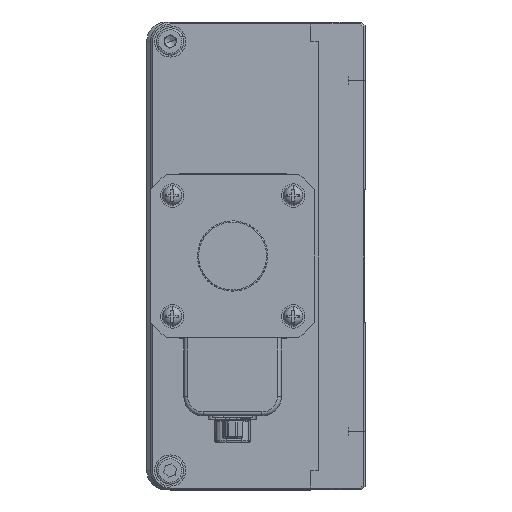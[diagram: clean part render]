
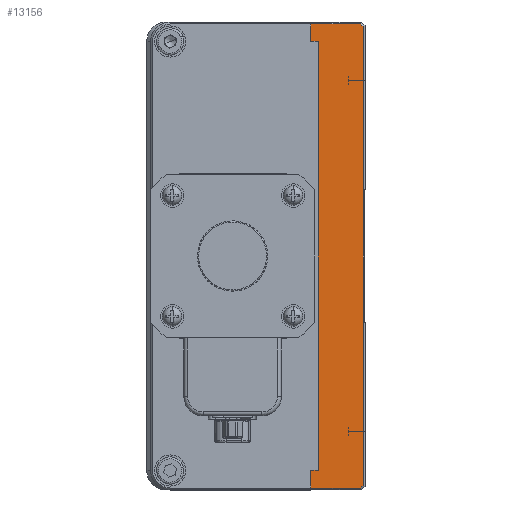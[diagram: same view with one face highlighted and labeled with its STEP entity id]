
A CAD part, left-side view. The second image highlights one B-rep face of the part: STEP entity #13156.
In plain terms, the highlighted planar face has unit normal (-1, 0, 0).
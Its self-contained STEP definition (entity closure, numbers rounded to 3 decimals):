
#124 = ORIENTED_EDGE ( 'NONE', *, *, #13243, .T. ) ;
#1607 = VERTEX_POINT ( 'NONE', #47620 ) ;
#1915 = VERTEX_POINT ( 'NONE', #48332 ) ;
#3069 = CARTESIAN_POINT ( 'NONE',  ( -325.354, 0., 202.668 ) ) ;
#4641 = VECTOR ( 'NONE', #30326, 1000. ) ;
#5224 = CARTESIAN_POINT ( 'NONE',  ( -325.354, 0., 83.168 ) ) ;
#5318 = LINE ( 'NONE', #43286, #4641 ) ;
#5515 = EDGE_CURVE ( 'NONE', #27591, #1915, #33225, .T. ) ;
#5961 = VERTEX_POINT ( 'NONE', #53761 ) ;
#7304 = LINE ( 'NONE', #3069, #33574 ) ;
#8786 = VERTEX_POINT ( 'NONE', #17476 ) ;
#9058 = CARTESIAN_POINT ( 'NONE',  ( -325.354, 0., 198.168 ) ) ;
#9474 = DIRECTION ( 'NONE',  ( 0., 1., 0. ) ) ;
#9565 = LINE ( 'NONE', #37916, #52814 ) ;
#11055 = EDGE_CURVE ( 'NONE', #44628, #32151, #44896, .T. ) ;
#12331 = CARTESIAN_POINT ( 'NONE',  ( -325.354, 14., 198.168 ) ) ;
#12500 = LINE ( 'NONE', #53163, #44578 ) ;
#12756 = CARTESIAN_POINT ( 'NONE',  ( -325.354, 0.5, 83.168 ) ) ;
#13156 = ADVANCED_FACE ( 'NONE', ( #51934 ), #30375, .F. ) ;
#13243 = EDGE_CURVE ( 'NONE', #5961, #47226, #7304, .T. ) ;
#13266 = CARTESIAN_POINT ( 'NONE',  ( -325.354, 0.354, 84.521 ) ) ;
#13606 = VECTOR ( 'NONE', #35394, 1000. ) ;
#14160 = ORIENTED_EDGE ( 'NONE', *, *, #37804, .F. ) ;
#17008 = DIRECTION ( 'NONE',  ( 0., 0., -1. ) ) ;
#17476 = CARTESIAN_POINT ( 'NONE',  ( -325.354, 0.5, 201.96 ) ) ;
#20283 = CARTESIAN_POINT ( 'NONE',  ( -325.354, 1.207, 83.668 ) ) ;
#21576 = ORIENTED_EDGE ( 'NONE', *, *, #26763, .T. ) ;
#23865 = VECTOR ( 'NONE', #24667, 1000. ) ;
#24667 = DIRECTION ( 'NONE',  ( 0., 0., 1. ) ) ;
#25514 = EDGE_LOOP ( 'NONE', ( #32888, #124, #41028, #21576, #14160, #33790, #52335, #38917, #52791, #46216 ) ) ;
#26763 = EDGE_CURVE ( 'NONE', #34471, #1607, #37686, .T. ) ;
#26909 = CARTESIAN_POINT ( 'NONE',  ( -325.354, 0., 83.668 ) ) ;
#27591 = VERTEX_POINT ( 'NONE', #37026 ) ;
#28043 = DIRECTION ( 'NONE',  ( 0., 0., 1. ) ) ;
#28166 = EDGE_CURVE ( 'NONE', #1915, #44628, #47710, .T. ) ;
#30326 = DIRECTION ( 'NONE',  ( 0., 0.707, 0.707 ) ) ;
#30375 = PLANE ( 'NONE',  #35086 ) ;
#30833 = VERTEX_POINT ( 'NONE', #51259 ) ;
#31301 = EDGE_CURVE ( 'NONE', #32151, #30833, #42452, .T. ) ;
#31926 = EDGE_CURVE ( 'NONE', #47226, #34471, #9565, .T. ) ;
#32046 = DIRECTION ( 'NONE',  ( 0., 1., 0. ) ) ;
#32151 = VERTEX_POINT ( 'NONE', #20283 ) ;
#32888 = ORIENTED_EDGE ( 'NONE', *, *, #52718, .T. ) ;
#33225 = LINE ( 'NONE', #45165, #44313 ) ;
#33574 = VECTOR ( 'NONE', #45029, 1000. ) ;
#33790 = ORIENTED_EDGE ( 'NONE', *, *, #5515, .T. ) ;
#33835 = VECTOR ( 'NONE', #39014, 1000. ) ;
#33993 = DIRECTION ( 'NONE',  ( 0., -0.707, 0.707 ) ) ;
#34471 = VERTEX_POINT ( 'NONE', #12331 ) ;
#34608 = DIRECTION ( 'NONE',  ( 1., 0., 0. ) ) ;
#34697 = VECTOR ( 'NONE', #33993, 1000. ) ;
#34854 = CARTESIAN_POINT ( 'NONE',  ( -325.354, 14., 83.168 ) ) ;
#35086 = AXIS2_PLACEMENT_3D ( 'NONE', #5224, #34608, #9474 ) ;
#35199 = EDGE_CURVE ( 'NONE', #30833, #8786, #38970, .T. ) ;
#35394 = DIRECTION ( 'NONE',  ( 0., 0., -1. ) ) ;
#36888 = CARTESIAN_POINT ( 'NONE',  ( -325.354, 14., 83.668 ) ) ;
#37026 = CARTESIAN_POINT ( 'NONE',  ( -325.354, 12., 88.168 ) ) ;
#37686 = LINE ( 'NONE', #9058, #40899 ) ;
#37804 = EDGE_CURVE ( 'NONE', #27591, #1607, #12500, .T. ) ;
#37916 = CARTESIAN_POINT ( 'NONE',  ( -325.354, 14., 83.168 ) ) ;
#38917 = ORIENTED_EDGE ( 'NONE', *, *, #11055, .T. ) ;
#38970 = LINE ( 'NONE', #12756, #23865 ) ;
#39014 = DIRECTION ( 'NONE',  ( 0., -1., 0. ) ) ;
#40899 = VECTOR ( 'NONE', #51395, 1000. ) ;
#41028 = ORIENTED_EDGE ( 'NONE', *, *, #31926, .T. ) ;
#42452 = LINE ( 'NONE', #13266, #34697 ) ;
#43286 = CARTESIAN_POINT ( 'NONE',  ( -325.354, 1.354, 202.814 ) ) ;
#44313 = VECTOR ( 'NONE', #32046, 1000. ) ;
#44578 = VECTOR ( 'NONE', #28043, 1000. ) ;
#44628 = VERTEX_POINT ( 'NONE', #36888 ) ;
#44896 = LINE ( 'NONE', #26909, #33835 ) ;
#45029 = DIRECTION ( 'NONE',  ( 0., 1., 0. ) ) ;
#45165 = CARTESIAN_POINT ( 'NONE',  ( -325.354, 0., 88.168 ) ) ;
#46216 = ORIENTED_EDGE ( 'NONE', *, *, #35199, .T. ) ;
#47226 = VERTEX_POINT ( 'NONE', #51070 ) ;
#47620 = CARTESIAN_POINT ( 'NONE',  ( -325.354, 12., 198.168 ) ) ;
#47710 = LINE ( 'NONE', #34854, #13606 ) ;
#48332 = CARTESIAN_POINT ( 'NONE',  ( -325.354, 14., 88.168 ) ) ;
#51070 = CARTESIAN_POINT ( 'NONE',  ( -325.354, 14., 202.668 ) ) ;
#51259 = CARTESIAN_POINT ( 'NONE',  ( -325.354, 0.5, 84.375 ) ) ;
#51395 = DIRECTION ( 'NONE',  ( 0., -1., 0. ) ) ;
#51934 = FACE_OUTER_BOUND ( 'NONE', #25514, .T. ) ;
#52335 = ORIENTED_EDGE ( 'NONE', *, *, #28166, .T. ) ;
#52718 = EDGE_CURVE ( 'NONE', #8786, #5961, #5318, .T. ) ;
#52791 = ORIENTED_EDGE ( 'NONE', *, *, #31301, .T. ) ;
#52814 = VECTOR ( 'NONE', #17008, 1000. ) ;
#53163 = CARTESIAN_POINT ( 'NONE',  ( -325.354, 12., 83.168 ) ) ;
#53761 = CARTESIAN_POINT ( 'NONE',  ( -325.354, 1.207, 202.668 ) ) ;
